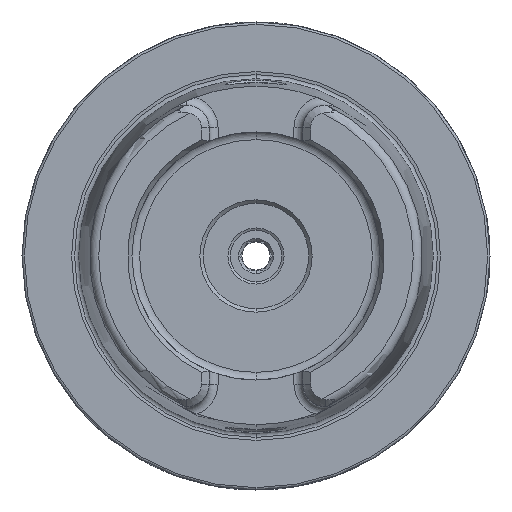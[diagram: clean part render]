
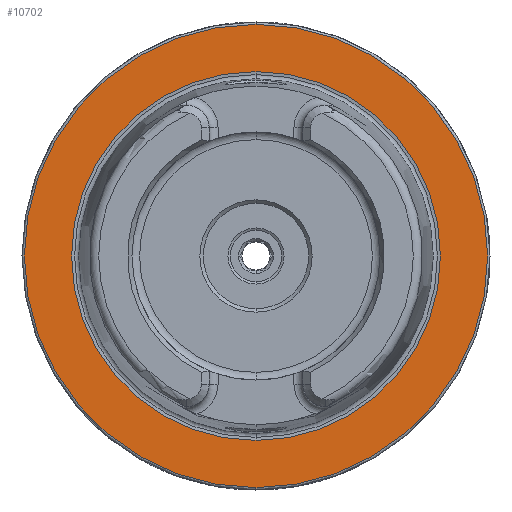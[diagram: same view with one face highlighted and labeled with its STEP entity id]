
A CAD part, left-side view. The second image highlights one B-rep face of the part: STEP entity #10702.
In plain terms, the highlighted planar face has unit normal (-1, 0, 0).
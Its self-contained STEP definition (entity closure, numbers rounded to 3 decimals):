
#50 = CARTESIAN_POINT ( 'NONE',  ( 0., 0., 0. ) ) ;
#127 = ORIENTED_EDGE ( 'NONE', *, *, #6706, .T. ) ;
#664 = CIRCLE ( 'NONE', #8912, 39.405 ) ;
#896 = VERTEX_POINT ( 'NONE', #5357 ) ;
#1144 = CIRCLE ( 'NONE', #5556, 49.5 ) ;
#1227 = ORIENTED_EDGE ( 'NONE', *, *, #7476, .T. ) ;
#1523 = FACE_BOUND ( 'NONE', #7192, .T. ) ;
#1784 = VERTEX_POINT ( 'NONE', #3867 ) ;
#1918 = CARTESIAN_POINT ( 'NONE',  ( 0., 0., 39.405 ) ) ;
#2543 = FACE_OUTER_BOUND ( 'NONE', #7679, .T. ) ;
#2601 = AXIS2_PLACEMENT_3D ( 'NONE', #6311, #6306, #6289 ) ;
#2644 = ORIENTED_EDGE ( 'NONE', *, *, #8872, .F. ) ;
#2692 = CIRCLE ( 'NONE', #2601, 49.5 ) ;
#3166 = CARTESIAN_POINT ( 'NONE',  ( 0., 0., -39.405 ) ) ;
#3250 = DIRECTION ( 'NONE',  ( 0., 0., 1. ) ) ;
#3370 = ORIENTED_EDGE ( 'NONE', *, *, #3985, .F. ) ;
#3791 = DIRECTION ( 'NONE',  ( -1., 0., 0. ) ) ;
#3867 = CARTESIAN_POINT ( 'NONE',  ( 0., 0., 49.5 ) ) ;
#3985 = EDGE_CURVE ( 'NONE', #7409, #4479, #664, .T. ) ;
#4342 = DIRECTION ( 'NONE',  ( 0., 0., -1. ) ) ;
#4374 = DIRECTION ( 'NONE',  ( 1., 0., 0. ) ) ;
#4479 = VERTEX_POINT ( 'NONE', #3166 ) ;
#4533 = CARTESIAN_POINT ( 'NONE',  ( 0., 49.5, 0. ) ) ;
#4545 = PLANE ( 'NONE',  #5049 ) ;
#5049 = AXIS2_PLACEMENT_3D ( 'NONE', #4533, #4374, #4342 ) ;
#5357 = CARTESIAN_POINT ( 'NONE',  ( 0., 0., -49.5 ) ) ;
#5556 = AXIS2_PLACEMENT_3D ( 'NONE', #9268, #9107, #8879 ) ;
#5957 = CIRCLE ( 'NONE', #8555, 39.405 ) ;
#6289 = DIRECTION ( 'NONE',  ( 0., 0., 1. ) ) ;
#6306 = DIRECTION ( 'NONE',  ( -1., 0., 0. ) ) ;
#6311 = CARTESIAN_POINT ( 'NONE',  ( 0., 0., 0. ) ) ;
#6706 = EDGE_CURVE ( 'NONE', #896, #1784, #2692, .T. ) ;
#7192 = EDGE_LOOP ( 'NONE', ( #3370, #2644 ) ) ;
#7409 = VERTEX_POINT ( 'NONE', #1918 ) ;
#7476 = EDGE_CURVE ( 'NONE', #1784, #896, #1144, .T. ) ;
#7679 = EDGE_LOOP ( 'NONE', ( #1227, #127 ) ) ;
#8555 = AXIS2_PLACEMENT_3D ( 'NONE', #50, #10875, #10817 ) ;
#8872 = EDGE_CURVE ( 'NONE', #4479, #7409, #5957, .T. ) ;
#8879 = DIRECTION ( 'NONE',  ( 0., 0., 1. ) ) ;
#8912 = AXIS2_PLACEMENT_3D ( 'NONE', #9759, #3791, #3250 ) ;
#9107 = DIRECTION ( 'NONE',  ( -1., 0., 0. ) ) ;
#9268 = CARTESIAN_POINT ( 'NONE',  ( 0., 0., 0. ) ) ;
#9759 = CARTESIAN_POINT ( 'NONE',  ( 0., 0., 0. ) ) ;
#10702 = ADVANCED_FACE ( 'NONE', ( #1523, #2543 ), #4545, .F. ) ;
#10817 = DIRECTION ( 'NONE',  ( 0., 0., 1. ) ) ;
#10875 = DIRECTION ( 'NONE',  ( -1., 0., 0. ) ) ;
